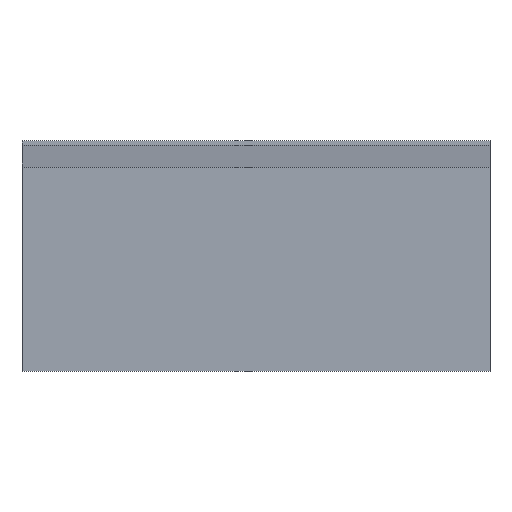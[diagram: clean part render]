
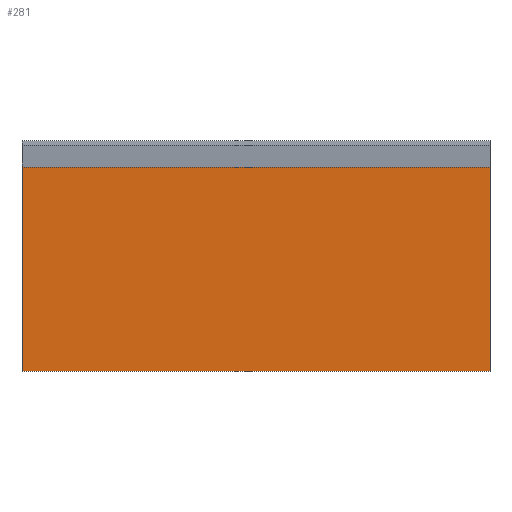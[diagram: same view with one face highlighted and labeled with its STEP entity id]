
A CAD part, top view. The second image highlights one B-rep face of the part: STEP entity #281.
In plain terms, the highlighted planar face has unit normal (0, -0.041, 0.999).
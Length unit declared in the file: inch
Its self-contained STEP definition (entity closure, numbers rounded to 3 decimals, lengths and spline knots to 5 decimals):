
#15=FACE_OUTER_BOUND('',#30,.T.);
#30=EDGE_LOOP('',(#188,#189,#190,#191));
#45=LINE('',#400,#84);
#46=LINE('',#402,#85);
#47=LINE('',#404,#86);
#48=LINE('',#405,#87);
#84=VECTOR('',#329,0.3937);
#85=VECTOR('',#330,0.3937);
#86=VECTOR('',#331,0.3937);
#87=VECTOR('',#332,0.3937);
#123=VERTEX_POINT('',#398);
#124=VERTEX_POINT('',#399);
#125=VERTEX_POINT('',#401);
#126=VERTEX_POINT('',#403);
#149=EDGE_CURVE('',#123,#124,#45,.T.);
#150=EDGE_CURVE('',#125,#124,#46,.T.);
#151=EDGE_CURVE('',#125,#126,#47,.T.);
#152=EDGE_CURVE('',#126,#123,#48,.T.);
#188=ORIENTED_EDGE('',*,*,#149,.T.);
#189=ORIENTED_EDGE('',*,*,#150,.F.);
#190=ORIENTED_EDGE('',*,*,#151,.T.);
#191=ORIENTED_EDGE('',*,*,#152,.T.);
#266=PLANE('',#310);
#281=ADVANCED_FACE('',(#15),#266,.T.);
#310=AXIS2_PLACEMENT_3D('',#397,#327,#328);
#327=DIRECTION('center_axis',(0.,-0.041,0.999));
#328=DIRECTION('ref_axis',(1.,0.,0.));
#329=DIRECTION('',(0.,0.999,0.041));
#330=DIRECTION('',(1.,0.,0.));
#331=DIRECTION('',(0.,-0.999,-0.041));
#332=DIRECTION('',(1.,0.,0.));
#397=CARTESIAN_POINT('Origin',(-0.056,-6.87505,-97.4));
#398=CARTESIAN_POINT('',(-272.8685,-6.87505,-97.4));
#399=CARTESIAN_POINT('',(-272.8685,23.87495,-96.15));
#400=CARTESIAN_POINT('',(-272.8685,13.1968,-96.58407));
#401=CARTESIAN_POINT('',(-343.30615,23.87495,-96.15));
#402=CARTESIAN_POINT('',(-0.056,23.87495,-96.15));
#403=CARTESIAN_POINT('',(-343.30615,-6.87505,-97.4));
#404=CARTESIAN_POINT('',(-343.30615,1.75753,-97.04908));
#405=CARTESIAN_POINT('',(-0.056,-6.87505,-97.4));
